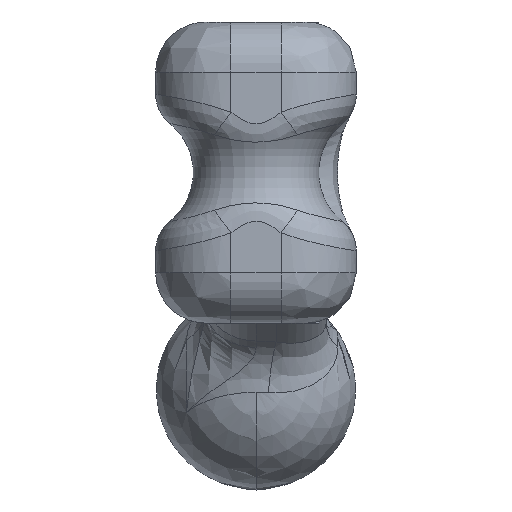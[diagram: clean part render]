
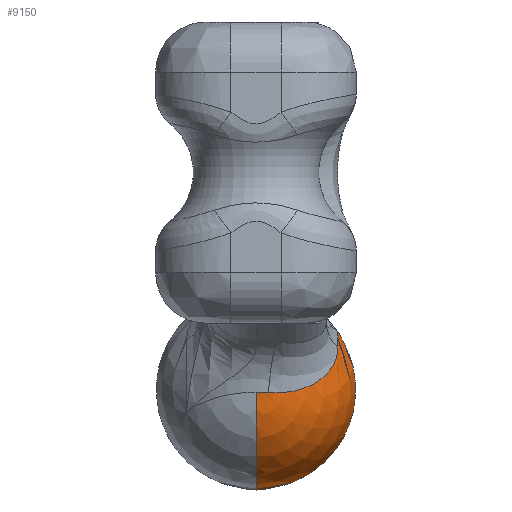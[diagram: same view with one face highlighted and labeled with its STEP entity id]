
A CAD part, front view. The second image highlights one B-rep face of the part: STEP entity #9150.
In plain terms, the highlighted spherical face has radius 40 mm.
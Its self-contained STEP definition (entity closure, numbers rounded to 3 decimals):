
#2765=CARTESIAN_POINT('',(32.615,530.379,-69.973));
#2766=CARTESIAN_POINT('',(32.615,529.936,-70.404));
#2767=CARTESIAN_POINT('',(32.576,529.046,-71.265));
#2768=CARTESIAN_POINT('',(32.398,527.696,-72.545));
#2769=CARTESIAN_POINT('',(32.101,526.341,-73.808));
#2770=CARTESIAN_POINT('',(31.686,524.986,-75.048));
#2771=CARTESIAN_POINT('',(31.154,523.641,-76.26));
#2772=CARTESIAN_POINT('',(30.507,522.31,-77.437));
#2773=CARTESIAN_POINT('',(29.748,521.001,-78.574));
#2774=CARTESIAN_POINT('',(28.881,519.72,-79.665));
#2775=CARTESIAN_POINT('',(27.909,518.473,-80.706));
#2776=CARTESIAN_POINT('',(26.838,517.267,-81.692));
#2777=CARTESIAN_POINT('',(25.672,516.106,-82.617));
#2778=CARTESIAN_POINT('',(24.417,514.994,-83.478));
#2779=CARTESIAN_POINT('',(23.079,513.938,-84.27));
#2780=CARTESIAN_POINT('',(21.665,512.941,-84.991));
#2781=CARTESIAN_POINT('',(20.18,512.005,-85.638));
#2782=CARTESIAN_POINT('',(18.633,511.137,-86.206));
#2783=CARTESIAN_POINT('',(17.03,510.338,-86.694));
#2784=CARTESIAN_POINT('',(15.38,509.61,-87.1));
#2785=CARTESIAN_POINT('',(13.685,508.956,-87.423));
#2786=CARTESIAN_POINT('',(11.96,508.378,-87.661));
#2787=CARTESIAN_POINT('',(10.207,507.877,-87.812));
#2788=CARTESIAN_POINT('',(8.447,507.457,-87.878));
#2789=CARTESIAN_POINT('',(6.681,507.117,-87.859));
#2790=CARTESIAN_POINT('',(5.507,506.943,-87.79));
#2791=CARTESIAN_POINT('',(4.923,506.869,-87.742));
#2821=CARTESIAN_POINT('',(28.,541.478,-58.439));
#2822=CARTESIAN_POINT('',(28.44,541.794,-58.82));
#2823=CARTESIAN_POINT('',(29.295,542.442,-59.602));
#2824=CARTESIAN_POINT('',(30.495,543.455,-60.825));
#2825=CARTESIAN_POINT('',(31.614,544.514,-62.103));
#2826=CARTESIAN_POINT('',(32.292,545.236,-62.973));
#2827=CARTESIAN_POINT('',(32.615,545.601,-63.414));
#2829=CARTESIAN_POINT('',(28.,541.478,-58.439));
#2830=CARTESIAN_POINT('',(28.,541.991,-58.346));
#2831=CARTESIAN_POINT('',(28.,543.023,-58.189));
#2832=CARTESIAN_POINT('',(28.,544.58,-58.039));
#2833=CARTESIAN_POINT('',(28.,546.146,-57.974));
#2834=CARTESIAN_POINT('',(28.,547.189,-57.988));
#2835=CARTESIAN_POINT('',(28.,547.71,-58.009));
#2837=CARTESIAN_POINT('',(28.,547.71,-58.009));
#2838=CARTESIAN_POINT('',(28.,548.216,-58.03));
#2839=CARTESIAN_POINT('',(28.,549.226,-58.098));
#2840=CARTESIAN_POINT('',(28.,550.735,-58.281));
#2841=CARTESIAN_POINT('',(28.,552.236,-58.544));
#2842=CARTESIAN_POINT('',(28.,553.72,-58.887));
#2843=CARTESIAN_POINT('',(28.001,554.695,-59.168));
#2844=CARTESIAN_POINT('',(28.,555.179,-59.321));
#2846=CARTESIAN_POINT('',(0.,565.042,-71.221));
#2847=DIRECTION('',(0.,0.77,0.638));
#2848=DIRECTION('',(0.,-0.638,0.77));
#2849=AXIS2_PLACEMENT_3D('',#2846,#2847,#2848);
#2851=CARTESIAN_POINT('',(0.,546.547,-86.551));
#2852=DIRECTION('',(1.,0.,0.));
#2853=DIRECTION('',(0.,1.,0.));
#2854=AXIS2_PLACEMENT_3D('',#2851,#2852,#2853);
#2856=CARTESIAN_POINT('',(0.,546.547,-86.551));
#2857=DIRECTION('',(-1.,0.,0.));
#2858=DIRECTION('',(0.,1.,0.));
#2859=AXIS2_PLACEMENT_3D('',#2856,#2857,#2858);
#2861=CARTESIAN_POINT('',(0.,534.287,-105.491));
#2862=DIRECTION('',(0.,-0.543,-0.839));
#2863=DIRECTION('',(0.149,-0.83,0.537));
#2864=AXIS2_PLACEMENT_3D('',#2861,#2862,#2863);
#2866=CARTESIAN_POINT('',(32.615,546.547,-86.551));
#2867=DIRECTION('',(1.,0.,0.));
#2868=DIRECTION('',(0.,-0.041,0.999));
#2869=AXIS2_PLACEMENT_3D('',#2866,#2867,#2868);
#3241=CARTESIAN_POINT('',(28.,555.179,-59.321));
#3614=VERTEX_POINT('',#2765);
#3615=VERTEX_POINT('',#2791);
#3639=CARTESIAN_POINT('',(0.,506.559,-87.542));
#3640=VERTEX_POINT('',#3639);
#3641=CARTESIAN_POINT('',(0.,586.547,-86.551));
#3642=CARTESIAN_POINT('',(0.,544.633,-46.597));
#3643=VERTEX_POINT('',#3641);
#3644=VERTEX_POINT('',#3642);
#3691=VERTEX_POINT('',#2821);
#3692=VERTEX_POINT('',#2827);
#3697=VERTEX_POINT('',#3241);
#3698=VERTEX_POINT('',#2837);
#9127=CARTESIAN_POINT('',(0.,546.547,-86.551));
#9128=DIRECTION('',(0.,-1.,0.));
#9129=DIRECTION('',(0.,0.,1.));
#9130=AXIS2_PLACEMENT_3D('',#9127,#9128,#9129);
#9131=SPHERICAL_SURFACE('',#9130,40.);
#9133=ORIENTED_EDGE('',*,*,#9132,.F.);
#9135=ORIENTED_EDGE('',*,*,#9134,.T.);
#9137=ORIENTED_EDGE('',*,*,#9136,.T.);
#9139=ORIENTED_EDGE('',*,*,#9138,.F.);
#9141=ORIENTED_EDGE('',*,*,#9140,.F.);
#9143=ORIENTED_EDGE('',*,*,#9142,.T.);
#9144=ORIENTED_EDGE('',*,*,#8985,.F.);
#9145=ORIENTED_EDGE('',*,*,#9114,.F.);
#9147=ORIENTED_EDGE('',*,*,#9146,.F.);
#9148=EDGE_LOOP('',(#9133,#9135,#9137,#9139,#9141,#9143,#9144,#9145,#9147));
#9149=FACE_OUTER_BOUND('',#9148,.F.);
#2792=B_SPLINE_CURVE_WITH_KNOTS('',3,(#2765,#2766,#2767,#2768,#2769,#2770,#2771,
#2772,#2773,#2774,#2775,#2776,#2777,#2778,#2779,#2780,#2781,#2782,#2783,#2784,
#2785,#2786,#2787,#2788,#2789,#2790,#2791),.UNSPECIFIED.,.F.,.F.,(4,1,1,1,1,1,1,
1,1,1,1,1,1,1,1,1,1,1,1,1,1,1,1,1,4),(0.,0.042,0.083,
0.125,0.167,0.208,0.25,0.292,
0.333,0.375,0.417,0.458,0.5,
0.542,0.583,0.625,0.667,0.708,
0.75,0.792,0.833,0.875,0.917,
0.958,1.),.UNSPECIFIED.);
#2828=B_SPLINE_CURVE_WITH_KNOTS('',3,(#2821,#2822,#2823,#2824,#2825,#2826,
#2827),.UNSPECIFIED.,.F.,.F.,(4,1,1,1,4),(0.,0.25,0.5,0.75,1.),
.UNSPECIFIED.);
#2836=B_SPLINE_CURVE_WITH_KNOTS('',3,(#2829,#2830,#2831,#2832,#2833,#2834,
#2835),.UNSPECIFIED.,.F.,.F.,(4,1,1,1,4),(0.,0.25,0.5,0.75,1.),
.UNSPECIFIED.);
#2845=B_SPLINE_CURVE_WITH_KNOTS('',3,(#2837,#2838,#2839,#2840,#2841,#2842,#2843,
#2844),.UNSPECIFIED.,.F.,.F.,(4,1,1,1,1,4),(0.,0.2,0.4,0.6,0.8,1.),
.UNSPECIFIED.);
#2850=CIRCLE('',#2849,31.983);
#2855=CIRCLE('',#2854,40.);
#2860=CIRCLE('',#2859,40.);
#2865=CIRCLE('',#2864,33.03);
#2870=CIRCLE('',#2869,23.157);
#8985=EDGE_CURVE('',#3615,#3640,#2865,.T.);
#9114=EDGE_CURVE('',#3614,#3615,#2792,.T.);
#9132=EDGE_CURVE('',#3691,#3692,#2828,.T.);
#9134=EDGE_CURVE('',#3691,#3698,#2836,.T.);
#9136=EDGE_CURVE('',#3698,#3697,#2845,.T.);
#9138=EDGE_CURVE('',#3644,#3697,#2850,.T.);
#9140=EDGE_CURVE('',#3643,#3644,#2855,.T.);
#9142=EDGE_CURVE('',#3643,#3640,#2860,.T.);
#9146=EDGE_CURVE('',#3692,#3614,#2870,.T.);
#9150=ADVANCED_FACE('',(#9149),#9131,.T.);
